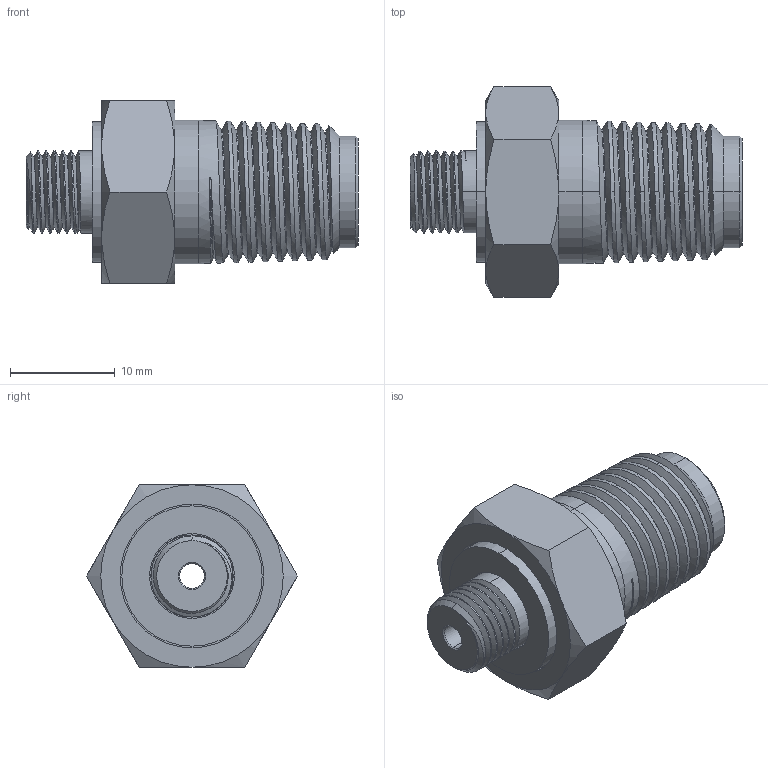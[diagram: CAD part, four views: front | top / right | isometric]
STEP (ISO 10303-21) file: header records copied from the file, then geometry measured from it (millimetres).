
FILE_DESCRIPTION (( 'STEP AP203' ), '1' );
FILE_NAME ('INL-110BR-4M-20.STEP', '2025-10-13T19:47:15', ( '' ), ( '' ), 'SwSTEP 2.0', 'SolidWorks 2018', '' );
FILE_SCHEMA (( 'CONFIG_CONTROL_DESIGN' ));
Length unit declared in the file: inch
Products named in the file (3): PRT-000258; PRT-002442; INL-110BR-4M-20
Assembly tree (2 placements, depth 2):
  INL-110BR-4M-20
    PRT-002442
    PRT-000258
Bounding box: 31.75 x 20.16 x 17.46 mm (x, y, z)
Volume: 4279.3 mm3; surface area: 2674 mm2
Topology: 2 solids, 2 shells, 76 faces, 197 edges, 128 vertices
Faces by surface type: cone 32, cylinder 25, plane 13, bspline 6
Entity records: 9341 total; most frequent: CARTESIAN_POINT 7332, ORIENTED_EDGE 394, DIRECTION 294, EDGE_CURVE 197, VERTEX_POINT 128, AXIS2_PLACEMENT_3D 116, B_SPLINE_CURVE_WITH_KNOTS 94, EDGE_LOOP 83
